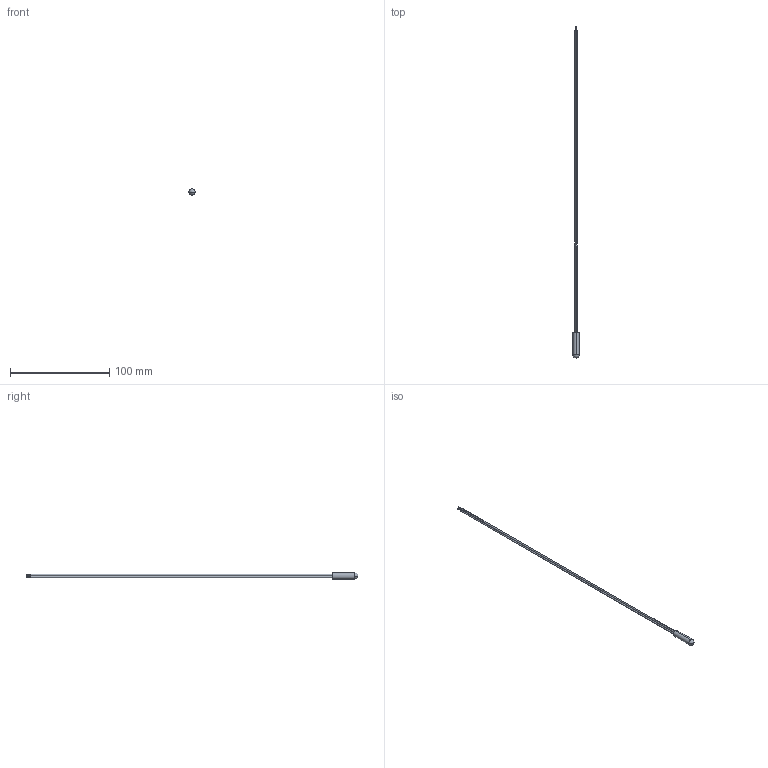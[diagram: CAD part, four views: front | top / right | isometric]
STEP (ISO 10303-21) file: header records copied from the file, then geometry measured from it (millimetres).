
FILE_DESCRIPTION (( 'STEP AP214' ), '1' );
FILE_NAME ('3A0231212A.STEP', '2018-02-12T19:30:19', ( '' ), ( '' ), 'SwSTEP 2.0', 'SolidWorks 2015', '' );
FILE_SCHEMA (( 'AUTOMOTIVE_DESIGN' ));
Length unit declared in the file: inch
Products named in the file (1): 3A0231212A
Bounding box: 6.35 x 334.95 x 6.35 mm (x, y, z)
Surface area: 3854.3 mm2 (no closed solid volume)
Topology: 0 solids, 4 shells, 18 faces, 44 edges, 31 vertices
Faces by surface type: cylinder 10, plane 6, sphere 2
Entity records: 802 total; most frequent: DIRECTION 112, CARTESIAN_POINT 92, ORIENTED_EDGE 72, AXIS2_PLACEMENT_3D 51, EDGE_CURVE 42, CIRCLE 32, VERTEX_POINT 31, EDGE_LOOP 23
